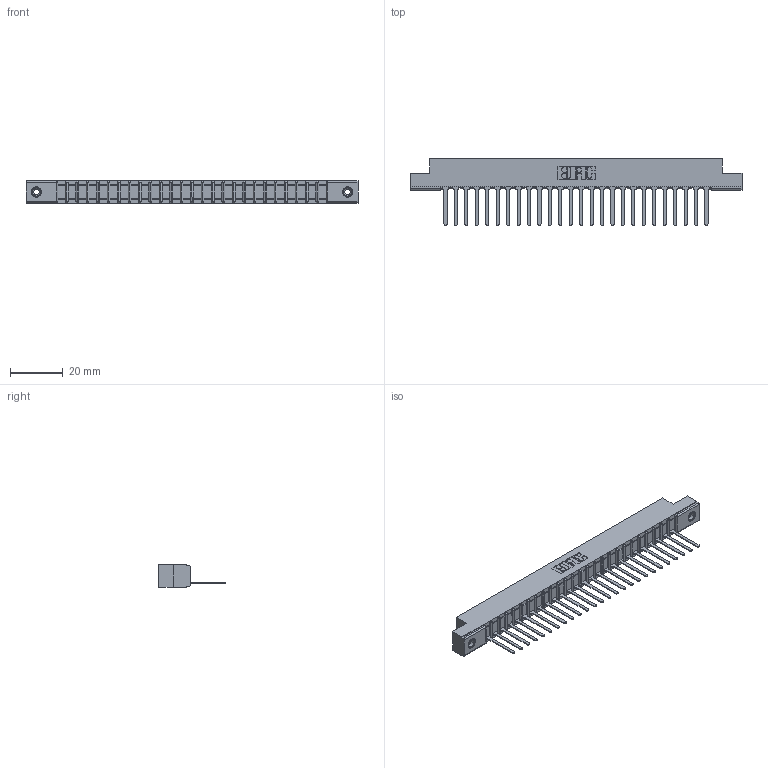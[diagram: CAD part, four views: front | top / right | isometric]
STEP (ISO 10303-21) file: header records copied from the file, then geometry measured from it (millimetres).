
FILE_DESCRIPTION (( 'STEP AP203' ), '1' );
FILE_NAME ('357-026-547-108.STEP', '2019-09-14T02:11:40', ( '' ), ( '' ), 'SwSTEP 2.0', 'SolidWorks 2016', '' );
FILE_SCHEMA (( 'CONFIG_CONTROL_DESIGN' ));
Length unit declared in the file: inch
Products named in the file (4): 345-250-001_345-250-003-102; 357-026-547-108; 307-290-001_547; 307 Part_.156 Dia Mounting Holes
Assembly tree (29 placements, depth 2):
  357-026-547-108
    307 Part_.156 Dia Mounting Holes
    307-290-001_547  x26
    345-250-001_345-250-003-102  x2
Bounding box: 126.03 x 25.43 x 8.71 mm (x, y, z)
Volume: 8000.9 mm3; surface area: 12934.7 mm2
Topology: 29 solids, 29 shells, 1661 faces, 4671 edges, 2998 vertices
Faces by surface type: plane 1064, cylinder 527, sphere 54, cone 12, torus 4
Entity records: 25415 total; most frequent: CARTESIAN_POINT 4255, ORIENTED_EDGE 4234, DIRECTION 4157, EDGE_CURVE 2117, VECTOR 1617, LINE 1617, VERTEX_POINT 1368, AXIS2_PLACEMENT_3D 1270
